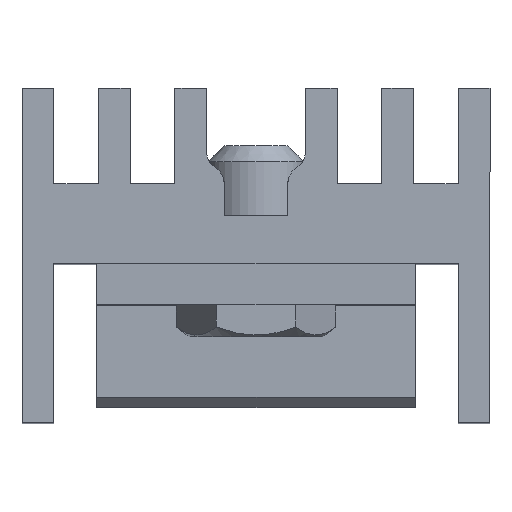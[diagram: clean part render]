
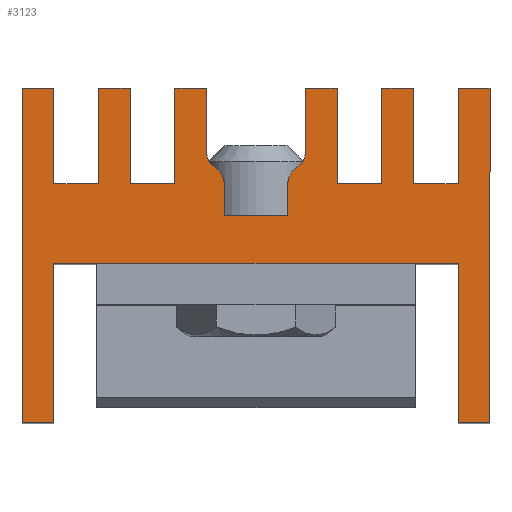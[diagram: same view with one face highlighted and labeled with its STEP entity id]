
A CAD part, top view. The second image highlights one B-rep face of the part: STEP entity #3123.
In plain terms, the highlighted face is planar.
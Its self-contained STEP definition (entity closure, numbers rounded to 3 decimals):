
#49=CIRCLE('',#3291,0.592);
#51=CIRCLE('',#3294,0.592);
#52=CIRCLE('',#3299,0.592);
#54=CIRCLE('',#3308,0.592);
#239=FACE_OUTER_BOUND('',#404,.T.);
#404=EDGE_LOOP('',(#2664,#2665,#2666,#2667,#2668,#2669,#2670,#2671,#2672,
#2673,#2674,#2675,#2676,#2677,#2678,#2679,#2680,#2681,#2682,#2683,#2684,
#2685,#2686,#2687,#2688,#2689,#2690,#2691,#2692,#2693,#2694,#2695,#2696,
#2697));
#706=LINE('',#4829,#1101);
#708=LINE('',#4833,#1103);
#710=LINE('',#4837,#1105);
#714=LINE('',#4849,#1109);
#717=LINE('',#4855,#1112);
#720=LINE('',#4861,#1115);
#723=LINE('',#4867,#1118);
#726=LINE('',#4873,#1121);
#729=LINE('',#4879,#1124);
#740=LINE('',#4908,#1135);
#743=LINE('',#4914,#1138);
#746=LINE('',#4920,#1141);
#749=LINE('',#4926,#1144);
#752=LINE('',#4932,#1147);
#755=LINE('',#4938,#1150);
#758=LINE('',#4944,#1153);
#761=LINE('',#4950,#1156);
#764=LINE('',#4956,#1159);
#767=LINE('',#4962,#1162);
#770=LINE('',#4968,#1165);
#773=LINE('',#4974,#1168);
#776=LINE('',#4980,#1171);
#779=LINE('',#4986,#1174);
#782=LINE('',#4992,#1177);
#785=LINE('',#4998,#1180);
#788=LINE('',#5004,#1183);
#791=LINE('',#5010,#1186);
#794=LINE('',#5016,#1189);
#797=LINE('',#5022,#1192);
#800=LINE('',#5026,#1195);
#1101=VECTOR('',#3887,10.);
#1103=VECTOR('',#3891,10.);
#1105=VECTOR('',#3895,10.);
#1109=VECTOR('',#3905,10.);
#1112=VECTOR('',#3910,10.);
#1115=VECTOR('',#3915,10.);
#1118=VECTOR('',#3920,10.);
#1121=VECTOR('',#3925,10.);
#1124=VECTOR('',#3930,10.);
#1135=VECTOR('',#3963,10.);
#1138=VECTOR('',#3968,10.);
#1141=VECTOR('',#3973,10.);
#1144=VECTOR('',#3978,10.);
#1147=VECTOR('',#3983,10.);
#1150=VECTOR('',#3988,10.);
#1153=VECTOR('',#3993,10.);
#1156=VECTOR('',#3998,10.);
#1159=VECTOR('',#4003,10.);
#1162=VECTOR('',#4008,10.);
#1165=VECTOR('',#4013,10.);
#1168=VECTOR('',#4018,10.);
#1171=VECTOR('',#4023,10.);
#1174=VECTOR('',#4028,10.);
#1177=VECTOR('',#4033,10.);
#1180=VECTOR('',#4038,10.);
#1183=VECTOR('',#4043,10.);
#1186=VECTOR('',#4048,10.);
#1189=VECTOR('',#4053,10.);
#1192=VECTOR('',#4058,10.);
#1195=VECTOR('',#4063,10.);
#1411=VERTEX_POINT('',#4813);
#1412=VERTEX_POINT('',#4815);
#1415=VERTEX_POINT('',#4823);
#1416=VERTEX_POINT('',#4827);
#1417=VERTEX_POINT('',#4831);
#1418=VERTEX_POINT('',#4835);
#1419=VERTEX_POINT('',#4839);
#1422=VERTEX_POINT('',#4846);
#1423=VERTEX_POINT('',#4848);
#1425=VERTEX_POINT('',#4854);
#1427=VERTEX_POINT('',#4860);
#1429=VERTEX_POINT('',#4866);
#1431=VERTEX_POINT('',#4872);
#1433=VERTEX_POINT('',#4878);
#1440=VERTEX_POINT('',#4907);
#1442=VERTEX_POINT('',#4913);
#1444=VERTEX_POINT('',#4919);
#1446=VERTEX_POINT('',#4925);
#1448=VERTEX_POINT('',#4931);
#1450=VERTEX_POINT('',#4937);
#1452=VERTEX_POINT('',#4943);
#1454=VERTEX_POINT('',#4949);
#1456=VERTEX_POINT('',#4955);
#1458=VERTEX_POINT('',#4961);
#1460=VERTEX_POINT('',#4967);
#1462=VERTEX_POINT('',#4973);
#1464=VERTEX_POINT('',#4979);
#1466=VERTEX_POINT('',#4985);
#1468=VERTEX_POINT('',#4991);
#1470=VERTEX_POINT('',#4997);
#1472=VERTEX_POINT('',#5003);
#1474=VERTEX_POINT('',#5009);
#1476=VERTEX_POINT('',#5015);
#1478=VERTEX_POINT('',#5021);
#1792=EDGE_CURVE('',#1412,#1411,#49,.T.);
#1797=EDGE_CURVE('',#1411,#1415,#51,.T.);
#1799=EDGE_CURVE('',#1415,#1416,#706,.T.);
#1801=EDGE_CURVE('',#1416,#1417,#708,.T.);
#1803=EDGE_CURVE('',#1417,#1418,#710,.T.);
#1805=EDGE_CURVE('',#1418,#1419,#52,.T.);
#1808=EDGE_CURVE('',#1423,#1422,#714,.T.);
#1811=EDGE_CURVE('',#1425,#1423,#717,.T.);
#1814=EDGE_CURVE('',#1427,#1425,#720,.T.);
#1817=EDGE_CURVE('',#1429,#1427,#723,.T.);
#1820=EDGE_CURVE('',#1431,#1429,#726,.T.);
#1823=EDGE_CURVE('',#1433,#1431,#729,.T.);
#1827=EDGE_CURVE('',#1419,#1433,#54,.T.);
#1838=EDGE_CURVE('',#1440,#1412,#740,.T.);
#1841=EDGE_CURVE('',#1442,#1440,#743,.T.);
#1844=EDGE_CURVE('',#1444,#1442,#746,.T.);
#1847=EDGE_CURVE('',#1446,#1444,#749,.T.);
#1850=EDGE_CURVE('',#1448,#1446,#752,.T.);
#1853=EDGE_CURVE('',#1450,#1448,#755,.T.);
#1856=EDGE_CURVE('',#1452,#1450,#758,.T.);
#1859=EDGE_CURVE('',#1454,#1452,#761,.T.);
#1862=EDGE_CURVE('',#1456,#1454,#764,.T.);
#1865=EDGE_CURVE('',#1458,#1456,#767,.T.);
#1868=EDGE_CURVE('',#1460,#1458,#770,.T.);
#1871=EDGE_CURVE('',#1462,#1460,#773,.T.);
#1874=EDGE_CURVE('',#1464,#1462,#776,.T.);
#1877=EDGE_CURVE('',#1466,#1464,#779,.T.);
#1880=EDGE_CURVE('',#1468,#1466,#782,.T.);
#1883=EDGE_CURVE('',#1470,#1468,#785,.T.);
#1886=EDGE_CURVE('',#1472,#1470,#788,.T.);
#1889=EDGE_CURVE('',#1474,#1472,#791,.T.);
#1892=EDGE_CURVE('',#1476,#1474,#794,.T.);
#1895=EDGE_CURVE('',#1478,#1476,#797,.T.);
#1898=EDGE_CURVE('',#1422,#1478,#800,.T.);
#2664=ORIENTED_EDGE('',*,*,#1898,.T.);
#2665=ORIENTED_EDGE('',*,*,#1895,.T.);
#2666=ORIENTED_EDGE('',*,*,#1892,.T.);
#2667=ORIENTED_EDGE('',*,*,#1889,.T.);
#2668=ORIENTED_EDGE('',*,*,#1886,.T.);
#2669=ORIENTED_EDGE('',*,*,#1883,.T.);
#2670=ORIENTED_EDGE('',*,*,#1880,.T.);
#2671=ORIENTED_EDGE('',*,*,#1877,.T.);
#2672=ORIENTED_EDGE('',*,*,#1874,.T.);
#2673=ORIENTED_EDGE('',*,*,#1871,.T.);
#2674=ORIENTED_EDGE('',*,*,#1868,.T.);
#2675=ORIENTED_EDGE('',*,*,#1865,.T.);
#2676=ORIENTED_EDGE('',*,*,#1862,.T.);
#2677=ORIENTED_EDGE('',*,*,#1859,.T.);
#2678=ORIENTED_EDGE('',*,*,#1856,.T.);
#2679=ORIENTED_EDGE('',*,*,#1853,.T.);
#2680=ORIENTED_EDGE('',*,*,#1850,.T.);
#2681=ORIENTED_EDGE('',*,*,#1847,.T.);
#2682=ORIENTED_EDGE('',*,*,#1844,.T.);
#2683=ORIENTED_EDGE('',*,*,#1841,.T.);
#2684=ORIENTED_EDGE('',*,*,#1838,.T.);
#2685=ORIENTED_EDGE('',*,*,#1792,.T.);
#2686=ORIENTED_EDGE('',*,*,#1797,.T.);
#2687=ORIENTED_EDGE('',*,*,#1799,.T.);
#2688=ORIENTED_EDGE('',*,*,#1801,.T.);
#2689=ORIENTED_EDGE('',*,*,#1803,.T.);
#2690=ORIENTED_EDGE('',*,*,#1805,.T.);
#2691=ORIENTED_EDGE('',*,*,#1827,.T.);
#2692=ORIENTED_EDGE('',*,*,#1823,.T.);
#2693=ORIENTED_EDGE('',*,*,#1820,.T.);
#2694=ORIENTED_EDGE('',*,*,#1817,.T.);
#2695=ORIENTED_EDGE('',*,*,#1814,.T.);
#2696=ORIENTED_EDGE('',*,*,#1811,.T.);
#2697=ORIENTED_EDGE('',*,*,#1808,.T.);
#2946=PLANE('',#3337);
#3123=ADVANCED_FACE('',(#239),#2946,.T.);
#3291=AXIS2_PLACEMENT_3D('',#4816,#3873,#3874);
#3294=AXIS2_PLACEMENT_3D('',#4825,#3882,#3883);
#3299=AXIS2_PLACEMENT_3D('',#4841,#3899,#3900);
#3308=AXIS2_PLACEMENT_3D('',#4885,#3937,#3938);
#3337=AXIS2_PLACEMENT_3D('',#5027,#4064,#4065);
#3873=DIRECTION('center_axis',(0.,-1.,0.));
#3874=DIRECTION('ref_axis',(0.536,0.,0.845));
#3882=DIRECTION('center_axis',(0.,1.,0.));
#3883=DIRECTION('ref_axis',(0.536,0.,0.845));
#3887=DIRECTION('',(0.,0.,-1.));
#3891=DIRECTION('',(1.,0.,0.));
#3895=DIRECTION('',(0.,0.,1.));
#3899=DIRECTION('center_axis',(0.,1.,0.));
#3900=DIRECTION('ref_axis',(-1.,0.,0.));
#3905=DIRECTION('',(1.,0.,0.));
#3910=DIRECTION('',(0.,0.,1.));
#3915=DIRECTION('',(1.,0.,0.));
#3920=DIRECTION('',(0.,0.,-1.));
#3925=DIRECTION('',(1.,0.,0.));
#3930=DIRECTION('',(0.,0.,1.));
#3937=DIRECTION('center_axis',(0.,-1.,0.));
#3938=DIRECTION('ref_axis',(-1.,0.,0.));
#3963=DIRECTION('',(0.,0.,-1.));
#3968=DIRECTION('',(1.,0.,0.));
#3973=DIRECTION('',(0.,0.,1.));
#3978=DIRECTION('',(1.,0.,0.));
#3983=DIRECTION('',(0.,0.,-1.));
#3988=DIRECTION('',(1.,0.,0.));
#3993=DIRECTION('',(0.,0.,1.));
#3998=DIRECTION('',(1.,0.,0.));
#4003=DIRECTION('',(0.,0.,-1.));
#4008=DIRECTION('',(1.,0.,0.));
#4013=DIRECTION('',(0.,0.,1.));
#4018=DIRECTION('',(-1.,0.,0.));
#4023=DIRECTION('',(0.,0.,-1.));
#4028=DIRECTION('',(-1.,0.,0.));
#4033=DIRECTION('',(0.,0.,1.));
#4038=DIRECTION('',(-1.,0.,0.));
#4043=DIRECTION('',(0.,0.,-1.));
#4048=DIRECTION('',(1.,0.,0.));
#4053=DIRECTION('',(0.,0.,1.));
#4058=DIRECTION('',(1.,0.,0.));
#4063=DIRECTION('',(0.,0.,-1.));
#4064=DIRECTION('center_axis',(0.,1.,0.));
#4065=DIRECTION('ref_axis',(0.,0.,1.));
#4813=CARTESIAN_POINT('',(-1.275,25.,2.75));
#4815=CARTESIAN_POINT('',(-1.55,25.,3.25));
#4816=CARTESIAN_POINT('Origin',(-0.958,25.,3.25));
#4823=CARTESIAN_POINT('',(-1.,25.,2.25));
#4825=CARTESIAN_POINT('Origin',(-1.592,25.,2.25));
#4827=CARTESIAN_POINT('',(-1.,25.,1.25));
#4829=CARTESIAN_POINT('',(-1.,25.,2.25));
#4831=CARTESIAN_POINT('',(1.,25.,1.25));
#4833=CARTESIAN_POINT('',(-1.,25.,1.25));
#4835=CARTESIAN_POINT('',(1.,25.,2.25));
#4837=CARTESIAN_POINT('',(1.,25.,1.25));
#4839=CARTESIAN_POINT('',(1.275,25.,2.75));
#4841=CARTESIAN_POINT('Origin',(1.592,25.,2.25));
#4846=CARTESIAN_POINT('',(4.95,25.,5.25));
#4848=CARTESIAN_POINT('',(3.95,25.,5.25));
#4849=CARTESIAN_POINT('',(3.95,25.,5.25));
#4854=CARTESIAN_POINT('',(3.95,25.,2.25));
#4855=CARTESIAN_POINT('',(3.95,25.,2.25));
#4860=CARTESIAN_POINT('',(2.55,25.,2.25));
#4861=CARTESIAN_POINT('',(2.55,25.,2.25));
#4866=CARTESIAN_POINT('',(2.55,25.,5.25));
#4867=CARTESIAN_POINT('',(2.55,25.,5.25));
#4872=CARTESIAN_POINT('',(1.55,25.,5.25));
#4873=CARTESIAN_POINT('',(1.55,25.,5.25));
#4878=CARTESIAN_POINT('',(1.55,25.,3.25));
#4879=CARTESIAN_POINT('',(1.55,25.,3.25));
#4885=CARTESIAN_POINT('Origin',(0.958,25.,3.25));
#4907=CARTESIAN_POINT('',(-1.55,25.,5.25));
#4908=CARTESIAN_POINT('',(-1.55,25.,5.25));
#4913=CARTESIAN_POINT('',(-2.55,25.,5.25));
#4914=CARTESIAN_POINT('',(-2.55,25.,5.25));
#4919=CARTESIAN_POINT('',(-2.55,25.,2.25));
#4920=CARTESIAN_POINT('',(-2.55,25.,2.25));
#4925=CARTESIAN_POINT('',(-3.95,25.,2.25));
#4926=CARTESIAN_POINT('',(-3.95,25.,2.25));
#4931=CARTESIAN_POINT('',(-3.95,25.,5.25));
#4932=CARTESIAN_POINT('',(-3.95,25.,5.25));
#4937=CARTESIAN_POINT('',(-4.95,25.,5.25));
#4938=CARTESIAN_POINT('',(-4.95,25.,5.25));
#4943=CARTESIAN_POINT('',(-4.95,25.,2.25));
#4944=CARTESIAN_POINT('',(-4.95,25.,2.25));
#4949=CARTESIAN_POINT('',(-6.35,25.,2.25));
#4950=CARTESIAN_POINT('',(-6.35,25.,2.25));
#4955=CARTESIAN_POINT('',(-6.35,25.,5.25));
#4956=CARTESIAN_POINT('',(-6.35,25.,5.25));
#4961=CARTESIAN_POINT('',(-7.35,25.,5.25));
#4962=CARTESIAN_POINT('',(-7.35,25.,5.25));
#4967=CARTESIAN_POINT('',(-7.35,25.,-5.25));
#4968=CARTESIAN_POINT('',(-7.35,25.,-5.25));
#4973=CARTESIAN_POINT('',(-6.35,25.,-5.25));
#4974=CARTESIAN_POINT('',(-6.35,25.,-5.25));
#4979=CARTESIAN_POINT('',(-6.35,25.,-0.25));
#4980=CARTESIAN_POINT('',(-6.35,25.,-0.25));
#4985=CARTESIAN_POINT('',(6.35,25.,-0.25));
#4986=CARTESIAN_POINT('',(6.35,25.,-0.25));
#4991=CARTESIAN_POINT('',(6.35,25.,-5.25));
#4992=CARTESIAN_POINT('',(6.35,25.,-5.25));
#4997=CARTESIAN_POINT('',(7.35,25.,-5.25));
#4998=CARTESIAN_POINT('',(7.35,25.,-5.25));
#5003=CARTESIAN_POINT('',(7.35,25.,5.25));
#5004=CARTESIAN_POINT('',(7.35,25.,5.25));
#5009=CARTESIAN_POINT('',(6.35,25.,5.25));
#5010=CARTESIAN_POINT('',(6.35,25.,5.25));
#5015=CARTESIAN_POINT('',(6.35,25.,2.25));
#5016=CARTESIAN_POINT('',(6.35,25.,2.25));
#5021=CARTESIAN_POINT('',(4.95,25.,2.25));
#5022=CARTESIAN_POINT('',(4.95,25.,2.25));
#5026=CARTESIAN_POINT('',(4.95,25.,5.25));
#5027=CARTESIAN_POINT('Origin',(0.,25.,0.));
